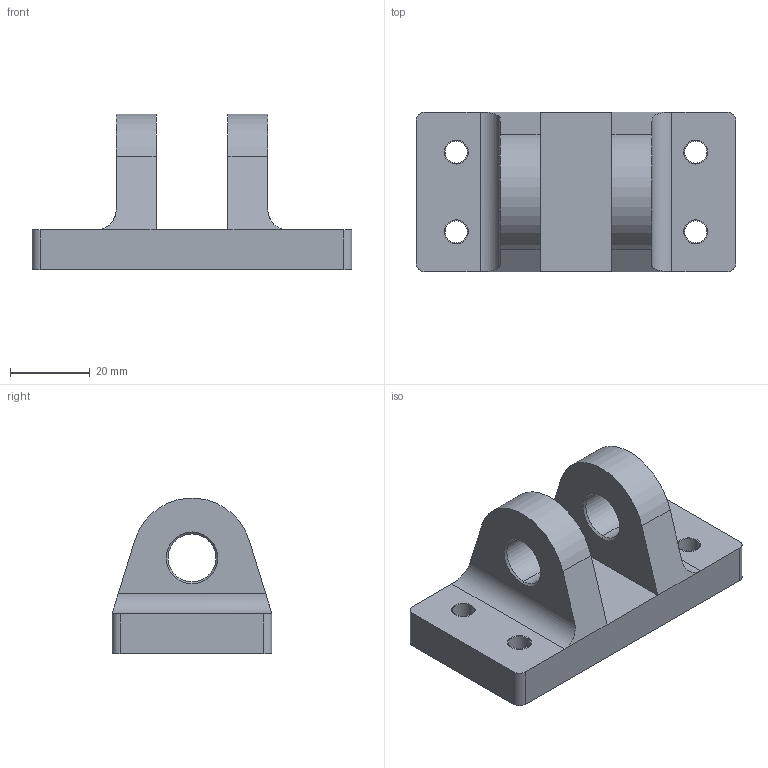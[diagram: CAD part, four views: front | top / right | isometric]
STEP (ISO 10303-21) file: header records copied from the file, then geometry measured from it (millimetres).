
FILE_DESCRIPTION((''),'2;1');
FILE_NAME('5-06','2022-01-09T15:24:37',('Y'),('FoxCAVITY'),'CREO PARAMETRIC BY PTC INC, 2020454','CREO PARAMETRIC BY PTC INC, 2020454','');
FILE_SCHEMA(('CONFIG_CONTROL_DESIGN'));
Length unit declared in the file: millimetre
Products named in the file (1): 5-06
Bounding box: 80 x 40 x 38.95 mm (x, y, z)
Volume: 46259.9 mm3; surface area: 14275.9 mm2
Topology: 1 solids, 5 shells, 52 faces, 134 edges, 84 vertices
Faces by surface type: cylinder 28, plane 16, cone 8
Entity records: 1673 total; most frequent: CARTESIAN_POINT 303, DIRECTION 296, ORIENTED_EDGE 252, EDGE_CURVE 134, AXIS2_PLACEMENT_3D 113, VERTEX_POINT 84, VECTOR 70, LINE 70
